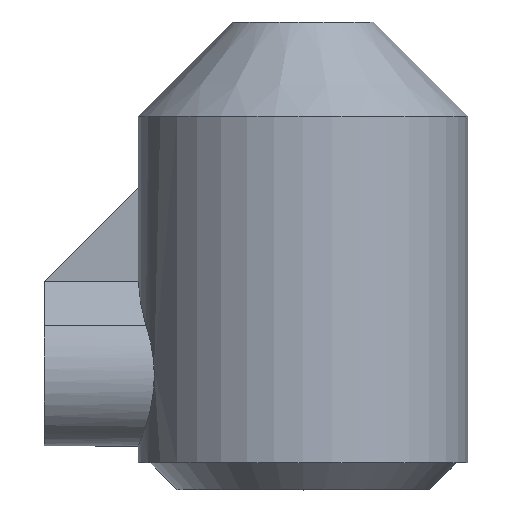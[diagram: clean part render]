
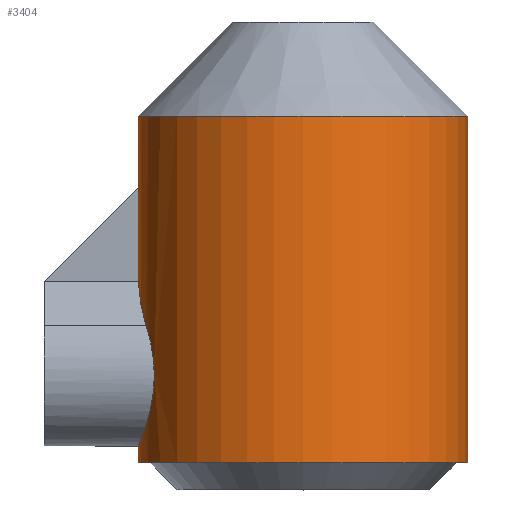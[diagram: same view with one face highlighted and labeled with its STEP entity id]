
A CAD part, top view. The second image highlights one B-rep face of the part: STEP entity #3404.
In plain terms, the highlighted cylindrical face has radius 22.225 mm (diameter 44.45 mm), a partial arc.
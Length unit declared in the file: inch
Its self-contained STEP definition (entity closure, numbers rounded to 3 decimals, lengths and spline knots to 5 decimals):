
#53 = VECTOR ( 'NONE', #2862, 39.37008 ) ;
#57 = AXIS2_PLACEMENT_3D ( 'NONE', #2721, #146, #1592 ) ;
#102 = CARTESIAN_POINT ( 'NONE',  ( -0.87444, -1.37592, 0.03125 ) ) ;
#112 = DIRECTION ( 'NONE',  ( 0., 1., 0. ) ) ;
#115 = EDGE_CURVE ( 'NONE', #3170, #1770, #165, .T. ) ;
#121 = CARTESIAN_POINT ( 'NONE',  ( -0.84595, -2.17619, 0.22414 ) ) ;
#138 = AXIS2_PLACEMENT_3D ( 'NONE', #3257, #2968, #1833 ) ;
#144 = CARTESIAN_POINT ( 'NONE',  ( -0.86152, -2.21739, 0.15322 ) ) ;
#146 = DIRECTION ( 'NONE',  ( 0., 1., 0. ) ) ;
#165 =( BOUNDED_CURVE ( )  B_SPLINE_CURVE ( 3, ( #102, #4458, #394, #2960 ),
 .UNSPECIFIED., .F., .T. ) 
 B_SPLINE_CURVE_WITH_KNOTS ( ( 4, 4 ),
 ( 1.60652, 1.87868 ),
 .UNSPECIFIED. ) 
 CURVE ( )  GEOMETRIC_REPRESENTATION_ITEM ( )  RATIONAL_B_SPLINE_CURVE ( ( 1., 0.994, 0.994, 1. ) ) 
 REPRESENTATION_ITEM ( '' )  );
#168 = CARTESIAN_POINT ( 'NONE',  ( -0.86696, -2.23085, 0.11865 ) ) ;
#394 = CARTESIAN_POINT ( 'NONE',  ( -0.85798, -1.53395, 0.18928 ) ) ;
#420 = CARTESIAN_POINT ( 'NONE',  ( -0.875, -0.5, 0. ) ) ;
#460 = CARTESIAN_POINT ( 'NONE',  ( -0.79035, -1.87484, 0.37546 ) ) ;
#501 = CARTESIAN_POINT ( 'NONE',  ( -0.79236, -1.81881, 0.37123 ) ) ;
#593 = CYLINDRICAL_SURFACE ( 'NONE', #138, 0.875 ) ;
#616 = DIRECTION ( 'NONE',  ( 0., 1., 0. ) ) ;
#653 = ORIENTED_EDGE ( 'NONE', *, *, #4262, .F. ) ;
#750 = EDGE_CURVE ( 'NONE', #1770, #3987, #3385, .T. ) ;
#766 = CARTESIAN_POINT ( 'NONE',  ( -0.875, -1.41875, 0. ) ) ;
#810 = CARTESIAN_POINT ( 'NONE',  ( -0.875, -2.25, 0.00934 ) ) ;
#824 = CIRCLE ( 'NONE', #4099, 0.875 ) ;
#836 = CARTESIAN_POINT ( 'NONE',  ( -0.79124, -1.83759, 0.37359 ) ) ;
#857 = CARTESIAN_POINT ( 'NONE',  ( -0.79803, -1.76483, 0.35892 ) ) ;
#881 = CARTESIAN_POINT ( 'NONE',  ( -0.80364, -1.7304, 0.34612 ) ) ;
#979 = CARTESIAN_POINT ( 'NONE',  ( 0., -0.87592, 0. ) ) ;
#1013 = LINE ( 'NONE', #2466, #53 ) ;
#1025 = DIRECTION ( 'NONE',  ( -1., 0., 0. ) ) ;
#1109 = CARTESIAN_POINT ( 'NONE',  ( -0.875, -0.87592, 0. ) ) ;
#1174 = CARTESIAN_POINT ( 'NONE',  ( -0.875, -2.25, 0. ) ) ;
#1217 = CARTESIAN_POINT ( 'NONE',  ( -0.79797, -1.98491, 0.35901 ) ) ;
#1251 = VERTEX_POINT ( 'NONE', #420 ) ;
#1324 = DIRECTION ( 'NONE',  ( -1., 0., 0. ) ) ;
#1384 = DIRECTION ( 'NONE',  ( 0., -1., 0. ) ) ;
#1436 = CARTESIAN_POINT ( 'NONE',  ( -0.875, -2.33879, 0. ) ) ;
#1501 = CARTESIAN_POINT ( 'NONE',  ( 0.875, -2.33879, 0. ) ) ;
#1569 = CARTESIAN_POINT ( 'NONE',  ( -0.85684, -2.2055, 0.17815 ) ) ;
#1581 = EDGE_CURVE ( 'NONE', #2755, #1251, #4083, .T. ) ;
#1584 = LINE ( 'NONE', #1922, #1960 ) ;
#1590 = CARTESIAN_POINT ( 'NONE',  ( -0.80668, -2.03626, 0.33905 ) ) ;
#1592 = DIRECTION ( 'NONE',  ( -1., 0., 0. ) ) ;
#1613 = CARTESIAN_POINT ( 'NONE',  ( -0.87204, -2.24305, 0.07422 ) ) ;
#1670 = VERTEX_POINT ( 'NONE', #1436 ) ;
#1722 = CIRCLE ( 'NONE', #2933, 0.875 ) ;
#1749 = ORIENTED_EDGE ( 'NONE', *, *, #750, .T. ) ;
#1770 = VERTEX_POINT ( 'NONE', #2695 ) ;
#1833 = DIRECTION ( 'NONE',  ( -1., 0., 0. ) ) ;
#1909 = CARTESIAN_POINT ( 'NONE',  ( -0.863, -2.22109, 0.14467 ) ) ;
#1922 = CARTESIAN_POINT ( 'NONE',  ( -0.875, -1.41875, 0. ) ) ;
#1931 = CARTESIAN_POINT ( 'NONE',  ( -0.80855, -1.70523, 0.3345 ) ) ;
#1950 = CARTESIAN_POINT ( 'NONE',  ( -0.83381, -2.1403, 0.26567 ) ) ;
#1960 = VECTOR ( 'NONE', #112, 39.37008 ) ;
#2032 = ORIENTED_EDGE ( 'NONE', *, *, #115, .T. ) ;
#2114 = CIRCLE ( 'NONE', #57, 0.875 ) ;
#2163 = VECTOR ( 'NONE', #2247, 39.37008 ) ;
#2202 = VERTEX_POINT ( 'NONE', #3425 ) ;
#2247 = DIRECTION ( 'NONE',  ( 0., 1., 0. ) ) ;
#2254 = EDGE_CURVE ( 'NONE', #2755, #2451, #1722, .T. ) ;
#2268 = CARTESIAN_POINT ( 'NONE',  ( -0.80684, -1.71356, 0.3386 ) ) ;
#2314 = CARTESIAN_POINT ( 'NONE',  ( -0.79186, -1.92107, 0.37227 ) ) ;
#2361 = CARTESIAN_POINT ( 'NONE',  ( -0.79057, -1.89338, 0.37501 ) ) ;
#2364 = ORIENTED_EDGE ( 'NONE', *, *, #2642, .T. ) ;
#2451 = VERTEX_POINT ( 'NONE', #4229 ) ;
#2466 = CARTESIAN_POINT ( 'NONE',  ( 0.875, -1.41875, 0. ) ) ;
#2530 = CARTESIAN_POINT ( 'NONE',  ( -0.8256, -1.63578, 0.29111 ) ) ;
#2568 = CARTESIAN_POINT ( 'NONE',  ( -0.875, -2.25, 0. ) ) ;
#2626 = CARTESIAN_POINT ( 'NONE',  ( -0.80059, -2.00239, 0.35318 ) ) ;
#2642 = EDGE_CURVE ( 'NONE', #2781, #2202, #1013, .T. ) ;
#2648 = CARTESIAN_POINT ( 'NONE',  ( -0.8738, -2.24719, 0.04672 ) ) ;
#2671 = CARTESIAN_POINT ( 'NONE',  ( -0.82968, -2.1271, 0.2782 ) ) ;
#2695 = CARTESIAN_POINT ( 'NONE',  ( -0.83385, -1.60983, 0.26517 ) ) ;
#2719 = CARTESIAN_POINT ( 'NONE',  ( -0.79485, -1.95785, 0.36585 ) ) ;
#2721 = CARTESIAN_POINT ( 'NONE',  ( 0., -2.33879, 0. ) ) ;
#2733 = ORIENTED_EDGE ( 'NONE', *, *, #2254, .T. ) ;
#2755 = VERTEX_POINT ( 'NONE', #1109 ) ;
#2781 = VERTEX_POINT ( 'NONE', #1501 ) ;
#2800 = CARTESIAN_POINT ( 'NONE',  ( 0., -0.5, 0. ) ) ;
#2815 = ORIENTED_EDGE ( 'NONE', *, *, #2916, .T. ) ;
#2828 = EDGE_CURVE ( 'NONE', #1670, #2781, #2114, .T. ) ;
#2862 = DIRECTION ( 'NONE',  ( 0., 1., 0. ) ) ;
#2906 = CARTESIAN_POINT ( 'NONE',  ( -0.81742, -1.66483, 0.31273 ) ) ;
#2916 = EDGE_CURVE ( 'NONE', #2451, #3170, #4247, .T. ) ;
#2933 = AXIS2_PLACEMENT_3D ( 'NONE', #979, #616, #1025 ) ;
#2960 = CARTESIAN_POINT ( 'NONE',  ( -0.83385, -1.60983, 0.26517 ) ) ;
#2968 = DIRECTION ( 'NONE',  ( 0., 1., 0. ) ) ;
#3025 = CARTESIAN_POINT ( 'NONE',  ( -0.80215, -1.73893, 0.34956 ) ) ;
#3044 = CARTESIAN_POINT ( 'NONE',  ( -0.79394, -1.94865, 0.36781 ) ) ;
#3170 = VERTEX_POINT ( 'NONE', #3828 ) ;
#3257 = CARTESIAN_POINT ( 'NONE',  ( 0., -1.41875, 0. ) ) ;
#3305 = ORIENTED_EDGE ( 'NONE', *, *, #1581, .F. ) ;
#3359 = CARTESIAN_POINT ( 'NONE',  ( -0.87485, -2.24965, 0.01878 ) ) ;
#3374 = ORIENTED_EDGE ( 'NONE', *, *, #2828, .T. ) ;
#3380 = CARTESIAN_POINT ( 'NONE',  ( -0.81764, -2.08423, 0.31175 ) ) ;
#3385 = B_SPLINE_CURVE_WITH_KNOTS ( 'NONE', 3,
 ( #4344, #2530, #2906, #1931, #2268, #881, #3025, #857, #4470, #501, #836, #460, #2361, #2314, #4150, #3044, #2719, #1217, #2626, #1590, #3759, #3380, #3427, #2671, #1950, #4172, #121, #3405, #1569, #144, #1909, #3806, #168, #4522, #1613, #2648, #4105, #3359, #810, #1174 ),
 .UNSPECIFIED., .F., .F.,
 ( 4, 2, 2, 2, 2, 2, 2, 2, 2, 2, 2, 2, 2, 2, 2, 2, 2, 2, 2, 4 ),
 ( 0., 0.00283, 0.00353, 0.00424, 0.00566, 0.00707, 0.00848, 0.00919, 0.0099, 0.01131, 0.01273, 0.01414, 0.01555, 0.01697, 0.01838, 0.01909, 0.01979, 0.02121, 0.02192, 0.02262 ),
 .UNSPECIFIED. ) ;
#3404 = ADVANCED_FACE ( 'NONE', ( #3856 ), #593, .T. ) ;
#3405 = CARTESIAN_POINT ( 'NONE',  ( -0.85337, -2.19645, 0.19398 ) ) ;
#3425 = CARTESIAN_POINT ( 'NONE',  ( 0.875, -0.5, 0. ) ) ;
#3427 = CARTESIAN_POINT ( 'NONE',  ( -0.8216, -2.09907, 0.30124 ) ) ;
#3581 = EDGE_CURVE ( 'NONE', #1670, #3987, #1584, .T. ) ;
#3637 = VECTOR ( 'NONE', #1384, 39.37008 ) ;
#3759 = CARTESIAN_POINT ( 'NONE',  ( -0.81017, -2.05277, 0.3307 ) ) ;
#3806 = CARTESIAN_POINT ( 'NONE',  ( -0.86572, -2.22782, 0.12738 ) ) ;
#3828 = CARTESIAN_POINT ( 'NONE',  ( -0.87444, -1.37592, 0.03125 ) ) ;
#3856 = FACE_OUTER_BOUND ( 'NONE', #4446, .T. ) ;
#3987 = VERTEX_POINT ( 'NONE', #2568 ) ;
#4083 = LINE ( 'NONE', #766, #2163 ) ;
#4099 = AXIS2_PLACEMENT_3D ( 'NONE', #2800, #4583, #1324 ) ;
#4105 = CARTESIAN_POINT ( 'NONE',  ( -0.87425, -2.24824, 0.03747 ) ) ;
#4150 = CARTESIAN_POINT ( 'NONE',  ( -0.79245, -1.93028, 0.37102 ) ) ;
#4172 = CARTESIAN_POINT ( 'NONE',  ( -0.84199, -2.16498, 0.23849 ) ) ;
#4229 = CARTESIAN_POINT ( 'NONE',  ( -0.87444, -0.87592, 0.03125 ) ) ;
#4247 = LINE ( 'NONE', #4597, #3637 ) ;
#4262 = EDGE_CURVE ( 'NONE', #1251, #2202, #824, .T. ) ;
#4271 = ORIENTED_EDGE ( 'NONE', *, *, #3581, .F. ) ;
#4344 = CARTESIAN_POINT ( 'NONE',  ( -0.83385, -1.60983, 0.26517 ) ) ;
#4446 = EDGE_LOOP ( 'NONE', ( #3374, #2364, #653, #3305, #2733, #2815, #2032, #1749, #4271 ) ) ;
#4458 = CARTESIAN_POINT ( 'NONE',  ( -0.8716, -1.4555, 0.11083 ) ) ;
#4470 = CARTESIAN_POINT ( 'NONE',  ( -0.79575, -1.78252, 0.36389 ) ) ;
#4522 = CARTESIAN_POINT ( 'NONE',  ( -0.87031, -2.23896, 0.0922 ) ) ;
#4583 = DIRECTION ( 'NONE',  ( 0., 1., 0. ) ) ;
#4597 = CARTESIAN_POINT ( 'NONE',  ( -0.87444, -1.41875, 0.03125 ) ) ;
